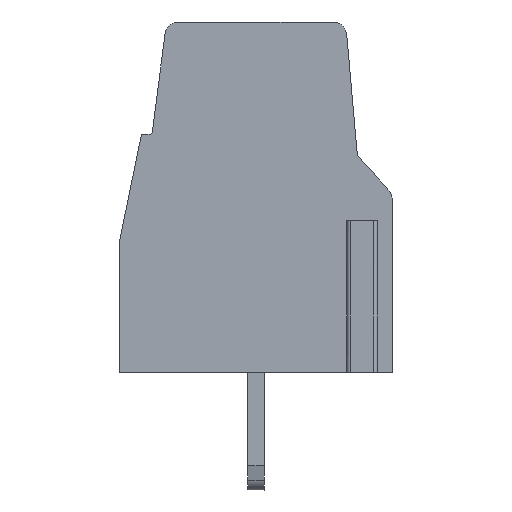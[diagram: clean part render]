
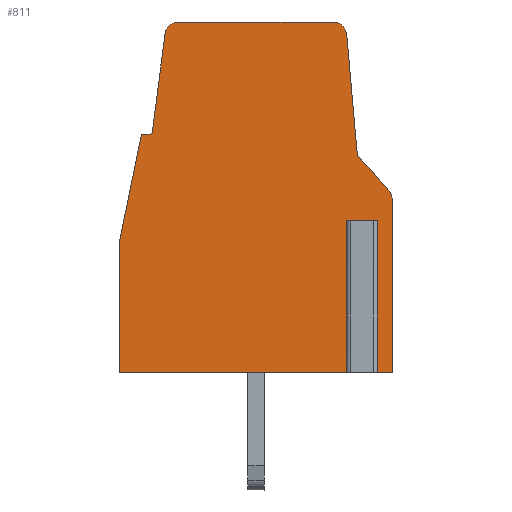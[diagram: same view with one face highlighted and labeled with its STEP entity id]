
A CAD part, left-side view. The second image highlights one B-rep face of the part: STEP entity #811.
In plain terms, the highlighted planar face has unit normal (-1, 0, 0).
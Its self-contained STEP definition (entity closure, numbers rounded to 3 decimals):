
#705=AXIS2_PLACEMENT_3D('Plane Axis2P3D',#702,#703,#704) ;
#709=AXIS2_PLACEMENT_3D('Circle Axis2P3D',#707,#708,$) ;
#730=AXIS2_PLACEMENT_3D('Circle Axis2P3D',#728,#729,$) ;
#744=AXIS2_PLACEMENT_3D('Circle Axis2P3D',#742,#743,$) ;
#758=AXIS2_PLACEMENT_3D('Circle Axis2P3D',#756,#757,$) ;
#129=CARTESIAN_POINT('Vertex',(0.5,0.,3.5)) ;
#132=CARTESIAN_POINT('Line Origine',(0.5,0.226,3.5)) ;
#136=CARTESIAN_POINT('Vertex',(0.5,0.452,3.5)) ;
#242=CARTESIAN_POINT('Vertex',(0.5,1.348,3.5)) ;
#245=CARTESIAN_POINT('Line Origine',(0.5,4.724,3.5)) ;
#249=CARTESIAN_POINT('Vertex',(0.5,8.1,3.5)) ;
#426=CARTESIAN_POINT('Vertex',(0.5,0.452,8.)) ;
#429=CARTESIAN_POINT('Line Origine',(0.5,0.9,8.)) ;
#433=CARTESIAN_POINT('Vertex',(0.5,1.348,8.)) ;
#614=CARTESIAN_POINT('Line Origine',(0.5,0.,6.049)) ;
#618=CARTESIAN_POINT('Vertex',(0.5,0.,8.598)) ;
#702=CARTESIAN_POINT('Axis2P3D Location',(0.5,0.,0.)) ;
#707=CARTESIAN_POINT('Axis2P3D Location',(0.5,0.505,8.598)) ;
#711=CARTESIAN_POINT('Vertex',(0.5,0.132,8.938)) ;
#714=CARTESIAN_POINT('Line Origine',(0.5,0.586,9.433)) ;
#718=CARTESIAN_POINT('Vertex',(0.5,1.04,9.927)) ;
#721=CARTESIAN_POINT('Line Origine',(0.5,1.198,11.731)) ;
#725=CARTESIAN_POINT('Vertex',(0.5,1.356,13.535)) ;
#728=CARTESIAN_POINT('Axis2P3D Location',(0.5,1.754,13.5)) ;
#732=CARTESIAN_POINT('Vertex',(0.5,1.754,13.9)) ;
#735=CARTESIAN_POINT('Line Origine',(0.5,4.054,13.9)) ;
#739=CARTESIAN_POINT('Vertex',(0.5,6.354,13.9)) ;
#742=CARTESIAN_POINT('Axis2P3D Location',(0.5,6.354,13.5)) ;
#746=CARTESIAN_POINT('Vertex',(0.5,6.751,13.552)) ;
#749=CARTESIAN_POINT('Line Origine',(0.5,6.939,12.099)) ;
#753=CARTESIAN_POINT('Vertex',(0.5,7.128,10.647)) ;
#756=CARTESIAN_POINT('Axis2P3D Location',(0.5,7.227,10.66)) ;
#760=CARTESIAN_POINT('Vertex',(0.5,7.227,10.56)) ;
#763=CARTESIAN_POINT('Line Origine',(0.5,7.339,10.56)) ;
#767=CARTESIAN_POINT('Vertex',(0.5,7.451,10.56)) ;
#770=CARTESIAN_POINT('Line Origine',(0.5,7.776,8.98)) ;
#774=CARTESIAN_POINT('Vertex',(0.5,8.1,7.4)) ;
#777=CARTESIAN_POINT('Line Origine',(0.5,8.1,5.45)) ;
#782=CARTESIAN_POINT('Line Origine',(0.5,1.348,5.75)) ;
#787=CARTESIAN_POINT('Line Origine',(0.5,0.452,5.75)) ;
#133=DIRECTION('Vector Direction',(0.,1.,0.)) ;
#246=DIRECTION('Vector Direction',(0.,1.,0.)) ;
#430=DIRECTION('Vector Direction',(0.,-1.,0.)) ;
#615=DIRECTION('Vector Direction',(0.,0.,-1.)) ;
#703=DIRECTION('Axis2P3D Direction',(-1.,0.,0.)) ;
#704=DIRECTION('Axis2P3D XDirection',(0.,0.,1.)) ;
#708=DIRECTION('Axis2P3D Direction',(-1.,0.,0.)) ;
#715=DIRECTION('Vector Direction',(0.,-0.677,-0.736)) ;
#722=DIRECTION('Vector Direction',(0.,-0.087,-0.996)) ;
#729=DIRECTION('Axis2P3D Direction',(-1.,0.,0.)) ;
#736=DIRECTION('Vector Direction',(0.,-1.,0.)) ;
#743=DIRECTION('Axis2P3D Direction',(-1.,0.,0.)) ;
#750=DIRECTION('Vector Direction',(0.,-0.129,0.992)) ;
#757=DIRECTION('Axis2P3D Direction',(-1.,0.,0.)) ;
#764=DIRECTION('Vector Direction',(0.,-1.,0.)) ;
#771=DIRECTION('Vector Direction',(0.,-0.201,0.98)) ;
#778=DIRECTION('Vector Direction',(0.,0.,1.)) ;
#783=DIRECTION('Vector Direction',(0.,0.,1.)) ;
#788=DIRECTION('Vector Direction',(0.,0.,1.)) ;
#134=VECTOR('Line Direction',#133,1.) ;
#247=VECTOR('Line Direction',#246,1.) ;
#431=VECTOR('Line Direction',#430,1.) ;
#616=VECTOR('Line Direction',#615,1.) ;
#716=VECTOR('Line Direction',#715,1.) ;
#723=VECTOR('Line Direction',#722,1.) ;
#737=VECTOR('Line Direction',#736,1.) ;
#751=VECTOR('Line Direction',#750,1.) ;
#765=VECTOR('Line Direction',#764,1.) ;
#772=VECTOR('Line Direction',#771,1.) ;
#779=VECTOR('Line Direction',#778,1.) ;
#784=VECTOR('Line Direction',#783,1.) ;
#789=VECTOR('Line Direction',#788,1.) ;
#793=ORIENTED_EDGE('',*,*,#138,.T.) ;
#794=ORIENTED_EDGE('',*,*,#620,.T.) ;
#795=ORIENTED_EDGE('',*,*,#713,.T.) ;
#796=ORIENTED_EDGE('',*,*,#720,.T.) ;
#797=ORIENTED_EDGE('',*,*,#727,.T.) ;
#798=ORIENTED_EDGE('',*,*,#734,.T.) ;
#799=ORIENTED_EDGE('',*,*,#741,.T.) ;
#800=ORIENTED_EDGE('',*,*,#748,.T.) ;
#801=ORIENTED_EDGE('',*,*,#755,.T.) ;
#802=ORIENTED_EDGE('',*,*,#762,.T.) ;
#803=ORIENTED_EDGE('',*,*,#769,.T.) ;
#804=ORIENTED_EDGE('',*,*,#776,.T.) ;
#805=ORIENTED_EDGE('',*,*,#781,.T.) ;
#806=ORIENTED_EDGE('',*,*,#251,.T.) ;
#807=ORIENTED_EDGE('',*,*,#786,.T.) ;
#808=ORIENTED_EDGE('',*,*,#435,.F.) ;
#809=ORIENTED_EDGE('',*,*,#791,.F.) ;
#811=ADVANCED_FACE('HOUSING',(#810),#706,.T.) ;
#710=CIRCLE('generated circle',#709,0.505) ;
#731=CIRCLE('generated circle',#730,0.4) ;
#745=CIRCLE('generated circle',#744,0.4) ;
#759=CIRCLE('generated circle',#758,0.1) ;
#138=EDGE_CURVE('',#137,#130,#135,.F.) ;
#251=EDGE_CURVE('',#250,#243,#248,.F.) ;
#435=EDGE_CURVE('',#427,#434,#432,.F.) ;
#620=EDGE_CURVE('',#130,#619,#617,.F.) ;
#713=EDGE_CURVE('',#619,#712,#710,.T.) ;
#720=EDGE_CURVE('',#712,#719,#717,.F.) ;
#727=EDGE_CURVE('',#719,#726,#724,.F.) ;
#734=EDGE_CURVE('',#726,#733,#731,.T.) ;
#741=EDGE_CURVE('',#733,#740,#738,.F.) ;
#748=EDGE_CURVE('',#740,#747,#745,.T.) ;
#755=EDGE_CURVE('',#747,#754,#752,.F.) ;
#762=EDGE_CURVE('',#754,#761,#759,.F.) ;
#769=EDGE_CURVE('',#761,#768,#766,.F.) ;
#776=EDGE_CURVE('',#768,#775,#773,.F.) ;
#781=EDGE_CURVE('',#775,#250,#780,.F.) ;
#786=EDGE_CURVE('',#243,#434,#785,.T.) ;
#791=EDGE_CURVE('',#137,#427,#790,.T.) ;
#792=EDGE_LOOP('',(#793,#794,#795,#796,#797,#798,#799,#800,#801,#802,#803,#804,#805,#806,#807,#808,#809)) ;
#810=FACE_OUTER_BOUND('',#792,.T.) ;
#135=LINE('Line',#132,#134) ;
#248=LINE('Line',#245,#247) ;
#432=LINE('Line',#429,#431) ;
#617=LINE('Line',#614,#616) ;
#717=LINE('Line',#714,#716) ;
#724=LINE('Line',#721,#723) ;
#738=LINE('Line',#735,#737) ;
#752=LINE('Line',#749,#751) ;
#766=LINE('Line',#763,#765) ;
#773=LINE('Line',#770,#772) ;
#780=LINE('Line',#777,#779) ;
#785=LINE('Line',#782,#784) ;
#790=LINE('Line',#787,#789) ;
#706=PLANE('',#705) ;
#130=VERTEX_POINT('',#129) ;
#137=VERTEX_POINT('',#136) ;
#243=VERTEX_POINT('',#242) ;
#250=VERTEX_POINT('',#249) ;
#427=VERTEX_POINT('',#426) ;
#434=VERTEX_POINT('',#433) ;
#619=VERTEX_POINT('',#618) ;
#712=VERTEX_POINT('',#711) ;
#719=VERTEX_POINT('',#718) ;
#726=VERTEX_POINT('',#725) ;
#733=VERTEX_POINT('',#732) ;
#740=VERTEX_POINT('',#739) ;
#747=VERTEX_POINT('',#746) ;
#754=VERTEX_POINT('',#753) ;
#761=VERTEX_POINT('',#760) ;
#768=VERTEX_POINT('',#767) ;
#775=VERTEX_POINT('',#774) ;
